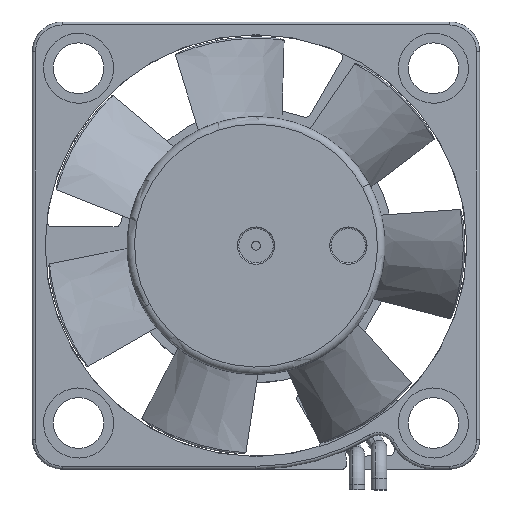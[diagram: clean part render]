
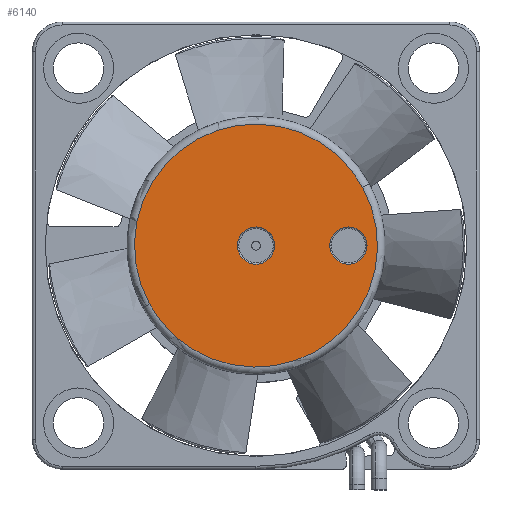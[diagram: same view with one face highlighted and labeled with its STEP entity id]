
A CAD part, left-side view. The second image highlights one B-rep face of the part: STEP entity #6140.
In plain terms, the highlighted planar face has unit normal (-1, 0, 0).
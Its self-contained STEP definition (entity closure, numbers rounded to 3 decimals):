
#6065=AXIS2_PLACEMENT_3D('Plane Axis2P3D',#6062,#6063,#6064) ;
#6088=AXIS2_PLACEMENT_3D('Circle Axis2P3D',#6086,#6087,$) ;
#6097=AXIS2_PLACEMENT_3D('Circle Axis2P3D',#6095,#6096,$) ;
#6106=AXIS2_PLACEMENT_3D('Circle Axis2P3D',#6104,#6105,$) ;
#6115=AXIS2_PLACEMENT_3D('Circle Axis2P3D',#6113,#6114,$) ;
#6124=AXIS2_PLACEMENT_3D('Circle Axis2P3D',#6122,#6123,$) ;
#6133=AXIS2_PLACEMENT_3D('Circle Axis2P3D',#6131,#6132,$) ;
#6062=CARTESIAN_POINT('Axis2P3D Location',(-5.7,0.,0.)) ;
#6086=CARTESIAN_POINT('Axis2P3D Location',(-5.7,0.,0.)) ;
#6090=CARTESIAN_POINT('Vertex',(-5.7,-7.152,3.907)) ;
#6092=CARTESIAN_POINT('Vertex',(-5.7,7.152,-3.907)) ;
#6095=CARTESIAN_POINT('Axis2P3D Location',(-5.7,0.,0.)) ;
#6104=CARTESIAN_POINT('Axis2P3D Location',(-5.7,-6.2,0.)) ;
#6108=CARTESIAN_POINT('Vertex',(-5.7,-4.95,0.)) ;
#6110=CARTESIAN_POINT('Vertex',(-5.7,-7.45,0.)) ;
#6113=CARTESIAN_POINT('Axis2P3D Location',(-5.7,-6.2,0.)) ;
#6122=CARTESIAN_POINT('Axis2P3D Location',(-5.7,0.,0.)) ;
#6126=CARTESIAN_POINT('Vertex',(-5.7,1.25,0.)) ;
#6128=CARTESIAN_POINT('Vertex',(-5.7,-1.25,0.)) ;
#6131=CARTESIAN_POINT('Axis2P3D Location',(-5.7,0.,0.)) ;
#6063=DIRECTION('Axis2P3D Direction',(-1.,0.,0.)) ;
#6064=DIRECTION('Axis2P3D XDirection',(0.,1.,0.)) ;
#6087=DIRECTION('Axis2P3D Direction',(-1.,0.,0.)) ;
#6096=DIRECTION('Axis2P3D Direction',(-1.,0.,0.)) ;
#6105=DIRECTION('Axis2P3D Direction',(-1.,0.,0.)) ;
#6114=DIRECTION('Axis2P3D Direction',(-1.,0.,0.)) ;
#6123=DIRECTION('Axis2P3D Direction',(-1.,0.,0.)) ;
#6132=DIRECTION('Axis2P3D Direction',(-1.,0.,0.)) ;
#6101=ORIENTED_EDGE('',*,*,#6094,.T.) ;
#6102=ORIENTED_EDGE('',*,*,#6099,.T.) ;
#6119=ORIENTED_EDGE('',*,*,#6112,.T.) ;
#6120=ORIENTED_EDGE('',*,*,#6117,.T.) ;
#6137=ORIENTED_EDGE('',*,*,#6130,.T.) ;
#6138=ORIENTED_EDGE('',*,*,#6135,.T.) ;
#6121=FACE_BOUND('',#6118,.T.) ;
#6139=FACE_BOUND('',#6136,.T.) ;
#6140=ADVANCED_FACE('rotor',(#6103,#6121,#6139),#6066,.T.) ;
#6089=CIRCLE('generated circle',#6088,8.15) ;
#6098=CIRCLE('generated circle',#6097,8.15) ;
#6107=CIRCLE('generated circle',#6106,1.25) ;
#6116=CIRCLE('generated circle',#6115,1.25) ;
#6125=CIRCLE('generated circle',#6124,1.25) ;
#6134=CIRCLE('generated circle',#6133,1.25) ;
#6094=EDGE_CURVE('',#6091,#6093,#6089,.T.) ;
#6099=EDGE_CURVE('',#6093,#6091,#6098,.T.) ;
#6112=EDGE_CURVE('',#6109,#6111,#6107,.F.) ;
#6117=EDGE_CURVE('',#6111,#6109,#6116,.F.) ;
#6130=EDGE_CURVE('',#6127,#6129,#6125,.F.) ;
#6135=EDGE_CURVE('',#6129,#6127,#6134,.F.) ;
#6100=EDGE_LOOP('',(#6101,#6102)) ;
#6118=EDGE_LOOP('',(#6119,#6120)) ;
#6136=EDGE_LOOP('',(#6137,#6138)) ;
#6103=FACE_OUTER_BOUND('',#6100,.T.) ;
#6066=PLANE('Plane',#6065) ;
#6091=VERTEX_POINT('',#6090) ;
#6093=VERTEX_POINT('',#6092) ;
#6109=VERTEX_POINT('',#6108) ;
#6111=VERTEX_POINT('',#6110) ;
#6127=VERTEX_POINT('',#6126) ;
#6129=VERTEX_POINT('',#6128) ;
